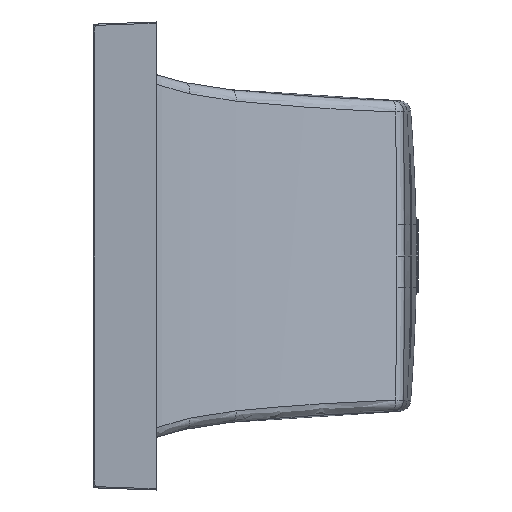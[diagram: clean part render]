
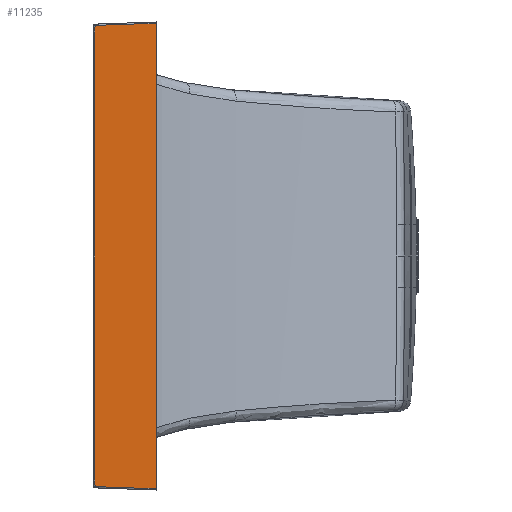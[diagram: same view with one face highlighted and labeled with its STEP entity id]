
A CAD part, left-side view. The second image highlights one B-rep face of the part: STEP entity #11235.
In plain terms, the highlighted planar face has unit normal (-0.999, 0.035, 0).
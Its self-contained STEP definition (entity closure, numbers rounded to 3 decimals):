
#462=CARTESIAN_POINT('',(-965.,-100.,373.001));
#464=DIRECTION('',(0.,0.,-1.));
#465=VECTOR('',#464,746.002);
#466=CARTESIAN_POINT('',(-965.,-100.,373.001));
#467=LINE('',#466,#465);
#468=DIRECTION('',(0.035,0.999,0.035));
#469=VECTOR('',#468,94.257);
#470=CARTESIAN_POINT('',(-965.,-100.,
-373.001));
#471=LINE('',#470,#469);
#472=CARTESIAN_POINT('',(-961.712,-5.858,
-369.714));
#473=CARTESIAN_POINT('',(-961.674,-4.76,
-369.675));
#474=CARTESIAN_POINT('',(-961.636,-3.662,
-369.351));
#475=CARTESIAN_POINT('',(-961.609,-2.896,
-368.611));
#477=CARTESIAN_POINT('',(-961.609,-2.896,
-368.611));
#478=CARTESIAN_POINT('',(-961.584,-2.185,
-367.823));
#479=CARTESIAN_POINT('',(-961.575,-1.931,
-366.705));
#480=CARTESIAN_POINT('',(-961.575,-1.932,
-365.611));
#482=CARTESIAN_POINT('',(-961.575,-1.932,365.611));
#483=CARTESIAN_POINT('',(-961.575,-1.931,366.705));
#484=CARTESIAN_POINT('',(-961.584,-2.185,367.823));
#485=CARTESIAN_POINT('',(-961.609,-2.896,368.611));
#487=CARTESIAN_POINT('',(-961.609,-2.896,368.611));
#488=CARTESIAN_POINT('',(-961.636,-3.662,369.351));
#489=CARTESIAN_POINT('',(-961.674,-4.76,369.675));
#490=CARTESIAN_POINT('',(-961.712,-5.858,369.714));
#492=DIRECTION('',(-0.035,-0.999,0.035));
#493=VECTOR('',#492,94.257);
#494=CARTESIAN_POINT('',(-961.712,-5.858,369.714));
#495=LINE('',#494,#493);
#575=DIRECTION('',(0.,0.001,-1.));
#576=VECTOR('',#575,16.628);
#577=CARTESIAN_POINT('',(-961.576,-1.943,
-348.983));
#578=LINE('',#577,#576);
#628=DIRECTION('',(0.,0.001,-1.));
#629=VECTOR('',#628,22.475);
#630=CARTESIAN_POINT('',(-961.576,-1.958,
-326.508));
#631=LINE('',#630,#629);
#1288=DIRECTION('',(0.,-0.001,-1.));
#1289=VECTOR('',#1288,16.628);
#1290=CARTESIAN_POINT('',(-961.575,-1.932,
365.611));
#1291=LINE('',#1290,#1289);
#1308=DIRECTION('',(0.,-0.001,-1.));
#1309=VECTOR('',#1308,22.475);
#1310=CARTESIAN_POINT('',(-961.576,-1.943,
348.983));
#1311=LINE('',#1310,#1309);
#1317=DIRECTION('',(0.,0.,-1.));
#1318=VECTOR('',#1317,326.508);
#1319=CARTESIAN_POINT('',(-961.576,-1.958,
326.508));
#1320=LINE('',#1319,#1318);
#1330=DIRECTION('',(0.,0.,-1.));
#1331=VECTOR('',#1330,326.508);
#1332=CARTESIAN_POINT('',(-961.576,-1.958,
0.));
#1333=LINE('',#1332,#1331);
#10336=VERTEX_POINT('',#462);
#10337=CARTESIAN_POINT('',(-961.712,-5.858,
369.714));
#10338=VERTEX_POINT('',#10337);
#10339=CARTESIAN_POINT('',(-965.,-100.,
-373.001));
#10340=VERTEX_POINT('',#10339);
#10341=CARTESIAN_POINT('',(-961.712,-5.858,
-369.714));
#10342=VERTEX_POINT('',#10341);
#10343=VERTEX_POINT('',#475);
#10344=VERTEX_POINT('',#480);
#10345=CARTESIAN_POINT('',(-961.576,-1.943,
-348.983));
#10346=VERTEX_POINT('',#10345);
#10347=CARTESIAN_POINT('',(-961.576,-1.958,
-326.508));
#10348=VERTEX_POINT('',#10347);
#10349=CARTESIAN_POINT('',(-961.576,-1.958,
0.));
#10350=VERTEX_POINT('',#10349);
#10351=CARTESIAN_POINT('',(-961.576,-1.958,
326.508));
#10352=VERTEX_POINT('',#10351);
#10353=CARTESIAN_POINT('',(-961.576,-1.943,
348.983));
#10354=VERTEX_POINT('',#10353);
#10355=CARTESIAN_POINT('',(-961.575,-1.932,
365.611));
#10356=VERTEX_POINT('',#10355);
#10357=VERTEX_POINT('',#485);
#11204=CARTESIAN_POINT('',(-963.288,-50.966,
0.));
#11205=DIRECTION('',(0.999,-0.035,0.));
#11206=DIRECTION('',(0.035,0.999,0.));
#11207=AXIS2_PLACEMENT_3D('',#11204,#11205,#11206);
#11208=PLANE('',#11207);
#11209=ORIENTED_EDGE('',*,*,#10462,.T.);
#11211=ORIENTED_EDGE('',*,*,#11210,.T.);
#11213=ORIENTED_EDGE('',*,*,#11212,.T.);
#11215=ORIENTED_EDGE('',*,*,#11214,.T.);
#11217=ORIENTED_EDGE('',*,*,#11216,.F.);
#11219=ORIENTED_EDGE('',*,*,#11218,.F.);
#11221=ORIENTED_EDGE('',*,*,#11220,.F.);
#11223=ORIENTED_EDGE('',*,*,#11222,.F.);
#11225=ORIENTED_EDGE('',*,*,#11224,.F.);
#11227=ORIENTED_EDGE('',*,*,#11226,.F.);
#11229=ORIENTED_EDGE('',*,*,#11228,.T.);
#11231=ORIENTED_EDGE('',*,*,#11230,.T.);
#11232=ORIENTED_EDGE('',*,*,#11196,.T.);
#11233=EDGE_LOOP('',(#11209,#11211,#11213,#11215,#11217,#11219,#11221,#11223,
#11225,#11227,#11229,#11231,#11232));
#11234=FACE_OUTER_BOUND('',#11233,.F.);
#11235=ADVANCED_FACE('',(#11234),#11208,.F.);
#476=B_SPLINE_CURVE_WITH_KNOTS('',3,(#472,#473,#474,#475),.UNSPECIFIED.,.F.,.F.,
(4,4),(0.,1.),.UNSPECIFIED.);
#481=B_SPLINE_CURVE_WITH_KNOTS('',3,(#477,#478,#479,#480),.UNSPECIFIED.,.F.,.F.,
(4,4),(0.,1.),.UNSPECIFIED.);
#486=B_SPLINE_CURVE_WITH_KNOTS('',3,(#482,#483,#484,#485),.UNSPECIFIED.,.F.,.F.,
(4,4),(0.,1.),.UNSPECIFIED.);
#491=B_SPLINE_CURVE_WITH_KNOTS('',3,(#487,#488,#489,#490),.UNSPECIFIED.,.F.,.F.,
(4,4),(0.,1.),.UNSPECIFIED.);
#10462=EDGE_CURVE('',#10336,#10340,#467,.T.);
#11196=EDGE_CURVE('',#10338,#10336,#495,.T.);
#11210=EDGE_CURVE('',#10340,#10342,#471,.T.);
#11212=EDGE_CURVE('',#10342,#10343,#476,.T.);
#11214=EDGE_CURVE('',#10343,#10344,#481,.T.);
#11216=EDGE_CURVE('',#10346,#10344,#578,.T.);
#11218=EDGE_CURVE('',#10348,#10346,#631,.T.);
#11220=EDGE_CURVE('',#10350,#10348,#1333,.T.);
#11222=EDGE_CURVE('',#10352,#10350,#1320,.T.);
#11224=EDGE_CURVE('',#10354,#10352,#1311,.T.);
#11226=EDGE_CURVE('',#10356,#10354,#1291,.T.);
#11228=EDGE_CURVE('',#10356,#10357,#486,.T.);
#11230=EDGE_CURVE('',#10357,#10338,#491,.T.);
